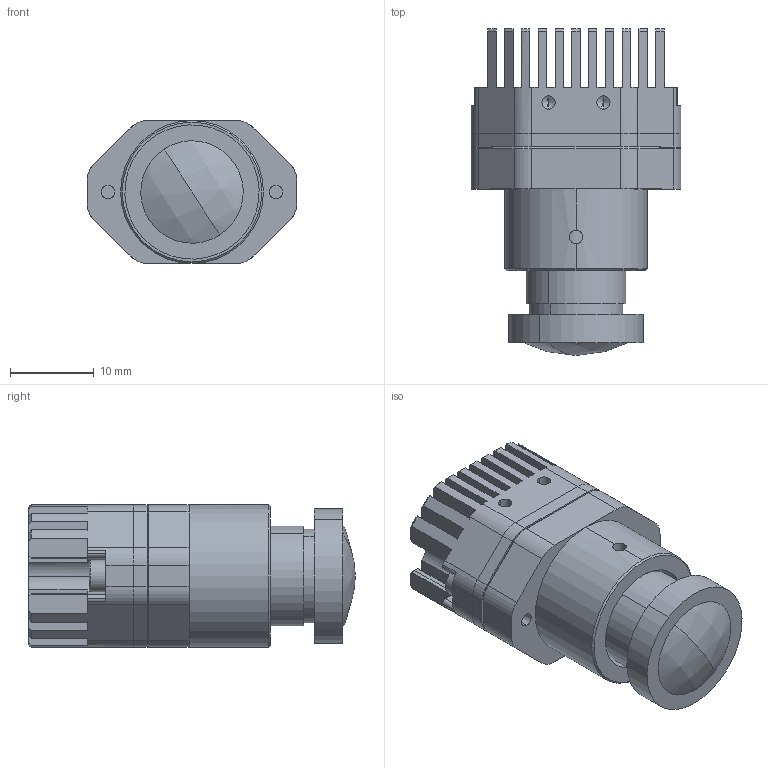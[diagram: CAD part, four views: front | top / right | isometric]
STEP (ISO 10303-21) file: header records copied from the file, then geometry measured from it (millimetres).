
FILE_DESCRIPTION (( 'STEP AP214' ), '1' );
FILE_NAME ('C1_MICRO_M12.STEP', '', ( '' ), ( '' ), '', '', '' );
FILE_SCHEMA (( 'AUTOMOTIVE_DESIGN' ));
Length unit declared in the file: millimetre
Products named in the file (12): Board; socket head cap screw_din_DIN 912 M2 x 8 --- 8N; LP0262_P50004; C1_MICRO_M12; L064-2.1-M12; P7X-P0003; C24; P_; 665305124022; 6653xx124022_PATTE; 6653xx124022_PIN
Assembly tree (17 placements, depth 5):
  C1_MICRO_M12
    LP0262_P50004
    socket head cap screw_din_DIN 912 M2 x 8 --- 8N  x2
    C24
      Board
      P_
        665305124022
          665305124022
          6653xx124022_PIN  x5
          6653xx124022_PATTE  x2
    P7X-P0003
    L064-2.1-M12
Bounding box: 25 x 38.91 x 17 mm (x, y, z)
Volume: 6812 mm3; surface area: 7772.6 mm2
Topology: 14 solids, 14 shells, 717 faces, 1983 edges, 1289 vertices
Faces by surface type: plane 472, cylinder 183, cone 51, torus 8, sphere 2, bspline 1
Entity records: 21745 total; most frequent: CARTESIAN_POINT 3943, ORIENTED_EDGE 3154, DIRECTION 3134, EDGE_CURVE 1577, VECTOR 1152, LINE 1152, VERTEX_POINT 1028, AXIS2_PLACEMENT_3D 991
